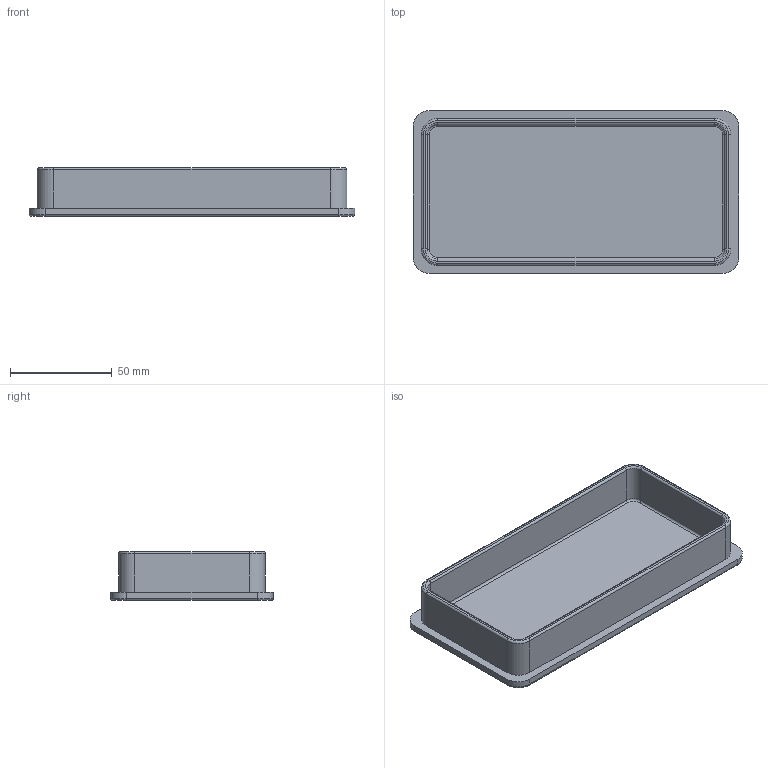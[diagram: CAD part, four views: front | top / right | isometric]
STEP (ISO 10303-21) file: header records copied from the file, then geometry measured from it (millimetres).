
FILE_DESCRIPTION(('FreeCAD Model'),'2;1');
FILE_NAME('Open CASCADE Shape Model','2024-11-22T10:01:24',(''),(''), 'Open CASCADE STEP processor 7.8','FreeCAD','Unknown');
FILE_SCHEMA(('AUTOMOTIVE_DESIGN { 1 0 10303 214 1 1 1 1 }'));
Length unit declared in the file: millimetre
Products named in the file (1): Pipe160x80Cap1
Bounding box: 160 x 80 x 24 mm (x, y, z)
Volume: 76277.4 mm3; surface area: 43604.8 mm2
Topology: 1 solids, 1 shells, 60 faces, 136 edges, 80 vertices
Faces by surface type: cylinder 28, plane 16, torus 16
Entity records: 3466 total; most frequent: DIRECTION 602, CARTESIAN_POINT 549, LINE 312, VECTOR 312, ORIENTED_EDGE 272, PCURVE 272, DEFINITIONAL_REPRESENTATION 272, EDGE_CURVE 136
